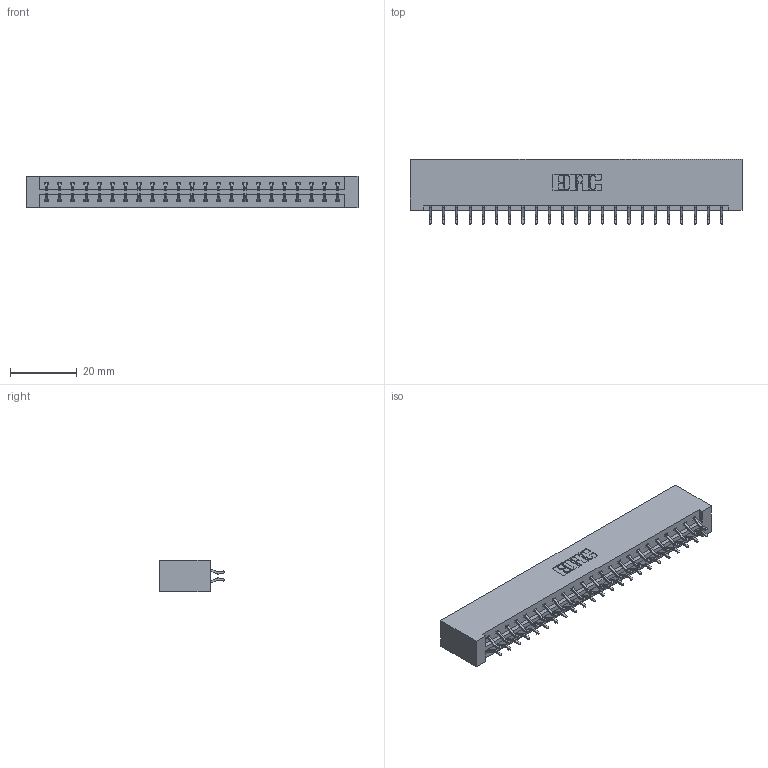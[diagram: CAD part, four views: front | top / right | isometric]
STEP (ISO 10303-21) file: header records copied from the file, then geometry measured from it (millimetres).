
FILE_DESCRIPTION (( 'STEP AP203' ), '1' );
FILE_NAME ('333-046-556-201.STEP', '2018-08-03T22:44:01', ( '' ), ( '' ), 'SwSTEP 2.0', 'SolidWorks 2016', '' );
FILE_SCHEMA (( 'CONFIG_CONTROL_DESIGN' ));
Length unit declared in the file: inch
Products named in the file (3): 345-292-001_556 Tail; 333-046-556-201; 333 Part_Lugless
Assembly tree (47 placements, depth 2):
  333-046-556-201
    333 Part_Lugless
    345-292-001_556 Tail  x46
Bounding box: 99.39 x 19.57 x 9.4 mm (x, y, z)
Volume: 10599.9 mm3; surface area: 12306.5 mm2
Topology: 47 solids, 47 shells, 2774 faces, 8245 edges, 5434 vertices
Faces by surface type: plane 1906, cylinder 868
Entity records: 17197 total; most frequent: CARTESIAN_POINT 2886, ORIENTED_EDGE 2810, DIRECTION 2481, EDGE_CURVE 1405, VECTOR 1277, LINE 1277, VERTEX_POINT 934, AXIS2_PLACEMENT_3D 602
